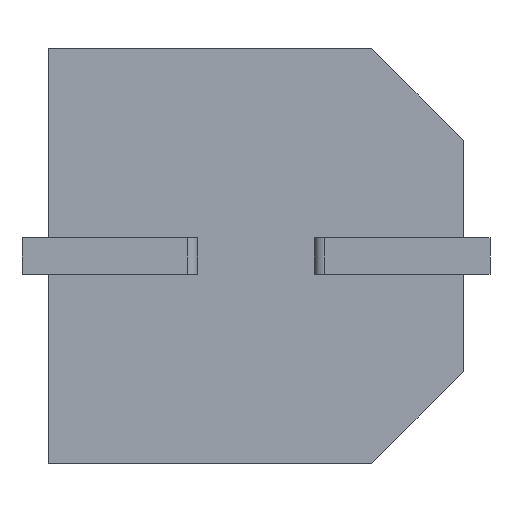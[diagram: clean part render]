
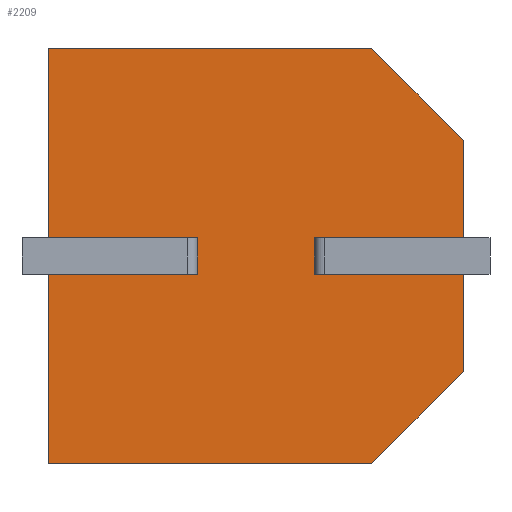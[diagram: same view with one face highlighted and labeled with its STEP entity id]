
A CAD part, front view. The second image highlights one B-rep face of the part: STEP entity #2209.
In plain terms, the highlighted planar face has unit normal (0, -1, 0).
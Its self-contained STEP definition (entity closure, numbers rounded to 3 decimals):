
#21 = CARTESIAN_POINT ( 'NONE',  ( 3.05, 0., -4.625 ) ) ;
#25 = CARTESIAN_POINT ( 'NONE',  ( 6.626, 0., -8.5 ) ) ;
#64 = VECTOR ( 'NONE', #2191, 1000. ) ;
#88 = CARTESIAN_POINT ( 'NONE',  ( 0., 0., -8.5 ) ) ;
#115 = CARTESIAN_POINT ( 'NONE',  ( 8.5, 0., -6.626 ) ) ;
#160 = CARTESIAN_POINT ( 'NONE',  ( 0., 0., 0. ) ) ;
#194 = CARTESIAN_POINT ( 'NONE',  ( 8.5, 0., 0. ) ) ;
#243 = VERTEX_POINT ( 'NONE', #836 ) ;
#254 = ORIENTED_EDGE ( 'NONE', *, *, #421, .F. ) ;
#421 = EDGE_CURVE ( 'NONE', #895, #2729, #1837, .T. ) ;
#437 = VECTOR ( 'NONE', #804, 1000. ) ;
#458 = ORIENTED_EDGE ( 'NONE', *, *, #766, .F. ) ;
#472 = CARTESIAN_POINT ( 'NONE',  ( 5.45, 0., -3.875 ) ) ;
#493 = VECTOR ( 'NONE', #2960, 1000. ) ;
#494 = DIRECTION ( 'NONE',  ( 0., 0., -1. ) ) ;
#536 = VECTOR ( 'NONE', #1183, 1000. ) ;
#560 = DIRECTION ( 'NONE',  ( 1., 0., 0. ) ) ;
#565 = DIRECTION ( 'NONE',  ( 0., 0., -1. ) ) ;
#573 = EDGE_CURVE ( 'NONE', #708, #3048, #2876, .T. ) ;
#587 = CARTESIAN_POINT ( 'NONE',  ( 3.05, 0., -4.625 ) ) ;
#623 = VERTEX_POINT ( 'NONE', #2379 ) ;
#708 = VERTEX_POINT ( 'NONE', #21 ) ;
#712 = CARTESIAN_POINT ( 'NONE',  ( 0., 0., 0. ) ) ;
#760 = LINE ( 'NONE', #115, #2200 ) ;
#761 = AXIS2_PLACEMENT_3D ( 'NONE', #160, #2323, #1254 ) ;
#766 = EDGE_CURVE ( 'NONE', #708, #2971, #1392, .T. ) ;
#804 = DIRECTION ( 'NONE',  ( -1., 0., 0. ) ) ;
#836 = CARTESIAN_POINT ( 'NONE',  ( 8.5, 0., -3.875 ) ) ;
#895 = VERTEX_POINT ( 'NONE', #1413 ) ;
#903 = LINE ( 'NONE', #3052, #64 ) ;
#919 = CARTESIAN_POINT ( 'NONE',  ( 8.5, 0., -4.625 ) ) ;
#940 = ORIENTED_EDGE ( 'NONE', *, *, #573, .T. ) ;
#995 = ORIENTED_EDGE ( 'NONE', *, *, #2018, .T. ) ;
#999 = PLANE ( 'NONE',  #761 ) ;
#1027 = VERTEX_POINT ( 'NONE', #2877 ) ;
#1084 = EDGE_CURVE ( 'NONE', #3331, #243, #1891, .T. ) ;
#1106 = CARTESIAN_POINT ( 'NONE',  ( 0., 0., 0. ) ) ;
#1123 = ORIENTED_EDGE ( 'NONE', *, *, #3009, .F. ) ;
#1148 = VECTOR ( 'NONE', #1876, 1000. ) ;
#1152 = DIRECTION ( 'NONE',  ( 0., 0., 1. ) ) ;
#1183 = DIRECTION ( 'NONE',  ( 1., 0., 0. ) ) ;
#1217 = LINE ( 'NONE', #1550, #1468 ) ;
#1254 = DIRECTION ( 'NONE',  ( 0., 0., 1. ) ) ;
#1392 = LINE ( 'NONE', #587, #2758 ) ;
#1413 = CARTESIAN_POINT ( 'NONE',  ( 0., 0., 0. ) ) ;
#1417 = ORIENTED_EDGE ( 'NONE', *, *, #3073, .T. ) ;
#1468 = VECTOR ( 'NONE', #1804, 1000. ) ;
#1473 = EDGE_CURVE ( 'NONE', #3331, #2729, #903, .T. ) ;
#1482 = VERTEX_POINT ( 'NONE', #88 ) ;
#1520 = FACE_OUTER_BOUND ( 'NONE', #2552, .T. ) ;
#1524 = VECTOR ( 'NONE', #2793, 1000. ) ;
#1550 = CARTESIAN_POINT ( 'NONE',  ( 8.5, 0., 0. ) ) ;
#1565 = LINE ( 'NONE', #2993, #2543 ) ;
#1576 = DIRECTION ( 'NONE',  ( 0.707, 0., 0.707 ) ) ;
#1600 = ORIENTED_EDGE ( 'NONE', *, *, #3310, .F. ) ;
#1639 = VECTOR ( 'NONE', #1774, 1000. ) ;
#1683 = VERTEX_POINT ( 'NONE', #472 ) ;
#1704 = CARTESIAN_POINT ( 'NONE',  ( 5.45, 0., -4.625 ) ) ;
#1763 = LINE ( 'NONE', #1106, #1148 ) ;
#1774 = DIRECTION ( 'NONE',  ( 1., 0., 0. ) ) ;
#1799 = ORIENTED_EDGE ( 'NONE', *, *, #1084, .F. ) ;
#1804 = DIRECTION ( 'NONE',  ( 0., 0., -1. ) ) ;
#1820 = VECTOR ( 'NONE', #560, 1000. ) ;
#1837 = LINE ( 'NONE', #712, #1639 ) ;
#1876 = DIRECTION ( 'NONE',  ( 0., 0., -1. ) ) ;
#1877 = CARTESIAN_POINT ( 'NONE',  ( 5.45, 0., -3.875 ) ) ;
#1891 = LINE ( 'NONE', #194, #3137 ) ;
#1910 = DIRECTION ( 'NONE',  ( -1., 0., 0. ) ) ;
#1952 = CARTESIAN_POINT ( 'NONE',  ( 6.626, 0., 0. ) ) ;
#2012 = ORIENTED_EDGE ( 'NONE', *, *, #3026, .T. ) ;
#2018 = EDGE_CURVE ( 'NONE', #2366, #1683, #3280, .T. ) ;
#2060 = EDGE_CURVE ( 'NONE', #2366, #3126, #2498, .T. ) ;
#2131 = ORIENTED_EDGE ( 'NONE', *, *, #3112, .T. ) ;
#2142 = CARTESIAN_POINT ( 'NONE',  ( 0., 0., -4.625 ) ) ;
#2170 = LINE ( 'NONE', #2749, #2931 ) ;
#2191 = DIRECTION ( 'NONE',  ( -0.707, 0., 0.707 ) ) ;
#2200 = VECTOR ( 'NONE', #1576, 1000. ) ;
#2209 = ADVANCED_FACE ( 'NONE', ( #1520 ), #999, .F. ) ;
#2323 = DIRECTION ( 'NONE',  ( 0., 1., 0. ) ) ;
#2350 = CARTESIAN_POINT ( 'NONE',  ( 3.05, 0., -4.625 ) ) ;
#2366 = VERTEX_POINT ( 'NONE', #2952 ) ;
#2379 = CARTESIAN_POINT ( 'NONE',  ( 8.5, 0., -6.626 ) ) ;
#2471 = ORIENTED_EDGE ( 'NONE', *, *, #2964, .T. ) ;
#2498 = LINE ( 'NONE', #3071, #536 ) ;
#2505 = ORIENTED_EDGE ( 'NONE', *, *, #2060, .F. ) ;
#2543 = VECTOR ( 'NONE', #1910, 1000. ) ;
#2552 = EDGE_LOOP ( 'NONE', ( #2505, #995, #2131, #1799, #2766, #254, #2012, #1123, #458, #940, #1417, #2471, #3359, #1600 ) ) ;
#2729 = VERTEX_POINT ( 'NONE', #1952 ) ;
#2749 = CARTESIAN_POINT ( 'NONE',  ( 0., 0., 0. ) ) ;
#2758 = VECTOR ( 'NONE', #1152, 1000. ) ;
#2761 = CARTESIAN_POINT ( 'NONE',  ( 0., 0., -8.5 ) ) ;
#2766 = ORIENTED_EDGE ( 'NONE', *, *, #1473, .T. ) ;
#2793 = DIRECTION ( 'NONE',  ( 0., 0., 1. ) ) ;
#2866 = LINE ( 'NONE', #2761, #1820 ) ;
#2876 = LINE ( 'NONE', #2350, #437 ) ;
#2877 = CARTESIAN_POINT ( 'NONE',  ( 0., 0., -3.875 ) ) ;
#2931 = VECTOR ( 'NONE', #565, 1000. ) ;
#2946 = CARTESIAN_POINT ( 'NONE',  ( 8.5, 0., -1.874 ) ) ;
#2948 = VERTEX_POINT ( 'NONE', #25 ) ;
#2952 = CARTESIAN_POINT ( 'NONE',  ( 5.45, 0., -4.625 ) ) ;
#2960 = DIRECTION ( 'NONE',  ( 1., 0., 0. ) ) ;
#2964 = EDGE_CURVE ( 'NONE', #1482, #2948, #2866, .T. ) ;
#2971 = VERTEX_POINT ( 'NONE', #3267 ) ;
#2993 = CARTESIAN_POINT ( 'NONE',  ( 3.05, 0., -3.875 ) ) ;
#3009 = EDGE_CURVE ( 'NONE', #2971, #1027, #1565, .T. ) ;
#3026 = EDGE_CURVE ( 'NONE', #895, #1027, #2170, .T. ) ;
#3048 = VERTEX_POINT ( 'NONE', #2142 ) ;
#3052 = CARTESIAN_POINT ( 'NONE',  ( 6.626, 0., 0. ) ) ;
#3071 = CARTESIAN_POINT ( 'NONE',  ( 5.45, 0., -4.625 ) ) ;
#3073 = EDGE_CURVE ( 'NONE', #3048, #1482, #1763, .T. ) ;
#3112 = EDGE_CURVE ( 'NONE', #1683, #243, #3401, .T. ) ;
#3126 = VERTEX_POINT ( 'NONE', #919 ) ;
#3137 = VECTOR ( 'NONE', #494, 1000. ) ;
#3259 = EDGE_CURVE ( 'NONE', #2948, #623, #760, .T. ) ;
#3267 = CARTESIAN_POINT ( 'NONE',  ( 3.05, 0., -3.875 ) ) ;
#3280 = LINE ( 'NONE', #1704, #1524 ) ;
#3310 = EDGE_CURVE ( 'NONE', #3126, #623, #1217, .T. ) ;
#3331 = VERTEX_POINT ( 'NONE', #2946 ) ;
#3359 = ORIENTED_EDGE ( 'NONE', *, *, #3259, .T. ) ;
#3401 = LINE ( 'NONE', #1877, #493 ) ;
